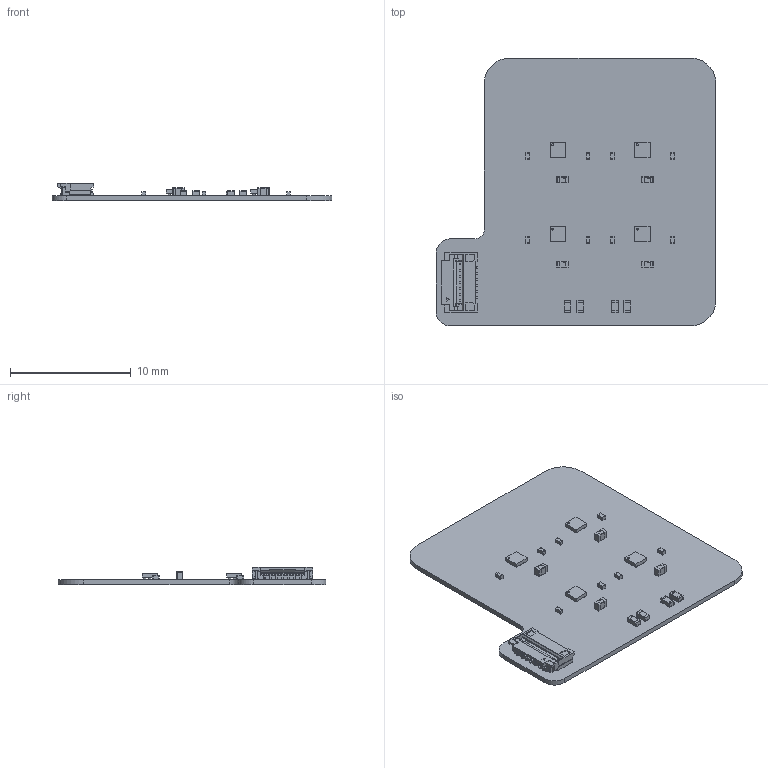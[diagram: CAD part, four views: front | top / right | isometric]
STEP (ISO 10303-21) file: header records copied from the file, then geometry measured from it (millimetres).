
FILE_DESCRIPTION(('Open CASCADE Model'),'2;1');
FILE_NAME('Open CASCADE Shape Model','2023-08-25T19:54:25',('Author'),( 'Open CASCADE'),'Open CASCADE STEP processor 7.5','Open CASCADE 7.5' ,'Unknown');
FILE_SCHEMA(('AUTOMOTIVE_DESIGN { 1 0 10303 214 1 1 1 1 }'));
Length unit declared in the file: millimetre
Products named in the file (42): PCB; Board; Open CASCADE STEP translator 7.5 5.1.1; U4; 8438415856; Open CASCADE STEP translator 6.8 1.1; Body; Open CASCADE STEP translator 6.8 1.2.1; ball; U3; U2; U1; R4; 5927988976; Mid_Body; Terminal; Open CASCADE STEP translator 6.8 9.2.1; Mark; R3; R2; R1; J1; 11098827616; Open CASCADE STEP translator 7.5 5.10.1.1; Open CASCADE STEP translator 7.5 5.10.1.2; C12; Cap_TDK_Corporation_C1005X7S1A225K050BC_eec; 1; 2; TDK Logo; C11; Cap_Murata_GRM155R71C104KA88D_eec; C10; C9; C8; C7; C6; C5; C4; C3 ...
Assembly tree (66 placements, depth 5):
  PCB
    Board
      Open CASCADE STEP translator 7.5 5.1.1
    U4
      8438415856
        Open CASCADE STEP translator 6.8 1.1
        Body
          Open CASCADE STEP translator 6.8 1.2.1
        ball  x9
    U3
      8438415856
        Open CASCADE STEP translator 6.8 1.1
        Body
          Open CASCADE STEP translator 6.8 1.2.1
        ball  x9
    U2
      8438415856
        Open CASCADE STEP translator 6.8 1.1
        Body
          Open CASCADE STEP translator 6.8 1.2.1
        ball  x9
    U1
      8438415856
        Open CASCADE STEP translator 6.8 1.1
        Body
          Open CASCADE STEP translator 6.8 1.2.1
        ball  x9
    R4
      5927988976
        Mid_Body
        Terminal  x2
          Open CASCADE STEP translator 6.8 9.2.1
        Mark
    R3
      5927988976
        Mid_Body
        Terminal  x2
          Open CASCADE STEP translator 6.8 9.2.1
        Mark
    R2
      5927988976
        Mid_Body
        Terminal  x2
          Open CASCADE STEP translator 6.8 9.2.1
        Mark
    R1
      5927988976
        Mid_Body
        Terminal  x2
          Open CASCADE STEP translator 6.8 9.2.1
        Mark
    J1
      11098827616
        Open CASCADE STEP translator 7.5 5.10.1.1
        Open CASCADE STEP translator 7.5 5.10.1.2
    C12
      Cap_TDK_Corporation_C1005X7S1A225K050BC_eec
        1
        2
        TDK Logo
Bounding box: 23.2 x 22.2 x 1.41 mm (x, y, z)
Volume: 200.1 mm3; surface area: 1076.5 mm2
Topology: 134 solids, 138 shells, 1516 faces, 3821 edges, 2591 vertices
Faces by surface type: plane 1164, cylinder 252, sphere 68, bspline 32
Full cylindrical faces by diameter (mm): 0.16 x4
Entity records: 24116 total; most frequent: CARTESIAN_POINT 4309, ORIENTED_EDGE 3885, DIRECTION 3736, EDGE_CURVE 1943, LINE 1792, VECTOR 1792, VERTEX_POINT 1283, AXIS2_PLACEMENT_3D 972
